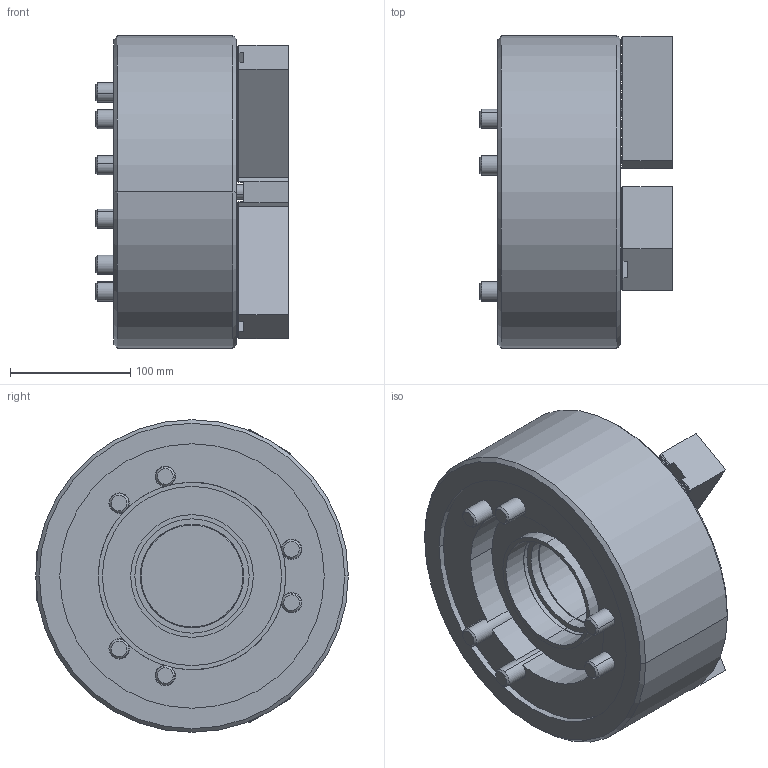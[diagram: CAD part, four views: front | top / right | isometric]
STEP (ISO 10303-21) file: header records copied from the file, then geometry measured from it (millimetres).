
FILE_DESCRIPTION (( 'STEP AP203' ), '1' );
FILE_NAME ('CF-3H-210.STEP', '2018-10-09T01:56:16', ( '' ), ( '' ), 'SwSTEP 2.0', 'SolidWorks 2016', '' );
FILE_SCHEMA (( 'CONFIG_CONTROL_DESIGN' ));
Length unit declared in the file: millimetre
Products named in the file (9): CF-3H-10-07010; 半圓頭六角孔螺栓_M6x10; CF-3H-210-0101G; SJ-10; CF-3H-210; 圓頭內六角螺栓_M12x30; CF-3H-210-02010; 圓頭內六角螺栓_M16x100; CF-3H-210-06000
Assembly tree (22 placements, depth 2):
  CF-3H-210
    CF-3H-210-0101G
    CF-3H-210-02010
    CF-3H-210-06000
    CF-3H-10-07010
    SJ-10  x3
    半圓頭六角孔螺栓_M6x10  x3
    圓頭內六角螺栓_M12x30  x6
    圓頭內六角螺栓_M16x100  x6
Bounding box: 160 x 260 x 260 mm (x, y, z)
Volume: 4948946.5 mm3; surface area: 513355.9 mm2
Topology: 22 solids, 22 shells, 2363 faces, 6681 edges, 4385 vertices
Faces by surface type: plane 1628, cylinder 611, cone 118, torus 6
Entity records: 28090 total; most frequent: CARTESIAN_POINT 5720, ORIENTED_EDGE 4698, DIRECTION 4053, EDGE_CURVE 2349, VECTOR 1723, LINE 1723, VERTEX_POINT 1552, AXIS2_PLACEMENT_3D 1165
